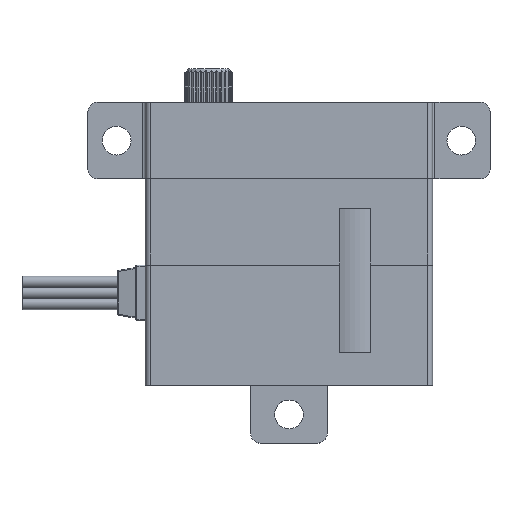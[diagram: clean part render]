
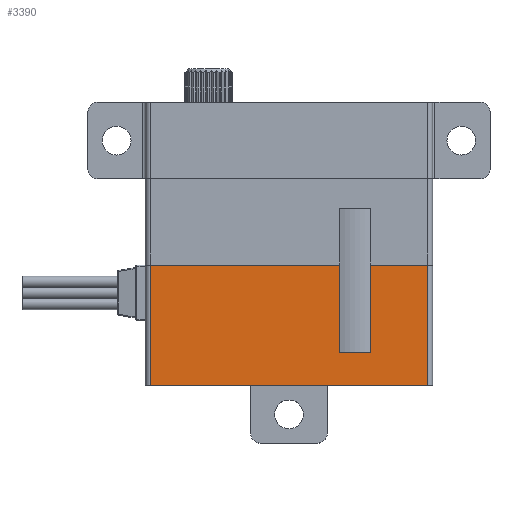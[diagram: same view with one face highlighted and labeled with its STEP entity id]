
A CAD part, top view. The second image highlights one B-rep face of the part: STEP entity #3390.
In plain terms, the highlighted planar face has unit normal (0, 0, 1).
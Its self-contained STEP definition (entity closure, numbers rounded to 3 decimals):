
#2680=CARTESIAN_POINT('',(-11.75,-8.3,5.));
#2690=DIRECTION('',(0.,0.,1.));
#2700=DIRECTION('',(1.,0.,0.));
#2710=AXIS2_PLACEMENT_3D('',#2680,#2690,#2700);
#2720=PLANE('',#2710);
#2730=CARTESIAN_POINT('',(0.,-21.3,5.));
#2740=DIRECTION('',(-1.,0.,-0.));
#2750=VECTOR('',#2740,1.);
#2760=LINE('',#2730,#2750);
#2770=CARTESIAN_POINT('',(11.26,-21.3,5.));
#2780=VERTEX_POINT('',#2770);
#2790=CARTESIAN_POINT('',(-17.74,-21.3,5.));
#2800=VERTEX_POINT('',#2790);
#2810=EDGE_CURVE('',#2780,#2800,#2760,.T.);
#2820=ORIENTED_EDGE('',*,*,#2810,.F.);
#2830=CARTESIAN_POINT('',(-17.74,0.,5.));
#2840=DIRECTION('',(0.,-1.,0.));
#2850=VECTOR('',#2840,1.);
#2860=LINE('',#2830,#2850);
#2870=CARTESIAN_POINT('',(-17.74,-8.7,5.));
#2880=VERTEX_POINT('',#2870);
#2890=EDGE_CURVE('',#2880,#2800,#2860,.T.);
#2900=ORIENTED_EDGE('',*,*,#2890,.T.);
#2910=CARTESIAN_POINT('',(0.,-8.7,5.));
#2920=DIRECTION('',(-1.,0.,0.));
#2930=VECTOR('',#2920,1.);
#2940=LINE('',#2910,#2930);
#2950=CARTESIAN_POINT('',(2.06,-8.7,5.));
#2960=VERTEX_POINT('',#2950);
#2970=EDGE_CURVE('',#2960,#2880,#2940,.T.);
#2980=ORIENTED_EDGE('',*,*,#2970,.T.);
#2990=CARTESIAN_POINT('',(2.06,0.,5.));
#3000=DIRECTION('',(-0.,-1.,0.));
#3010=VECTOR('',#3000,1.);
#3020=LINE('',#2990,#3010);
#3030=CARTESIAN_POINT('',(2.06,-17.8,5.));
#3040=VERTEX_POINT('',#3030);
#3050=EDGE_CURVE('',#2960,#3040,#3020,.T.);
#3060=ORIENTED_EDGE('',*,*,#3050,.F.);
#3070=CARTESIAN_POINT('',(0.,-17.8,5.));
#3080=DIRECTION('',(1.,0.,0.));
#3090=VECTOR('',#3080,1.);
#3100=LINE('',#3070,#3090);
#3110=CARTESIAN_POINT('',(3.66,-17.8,5.));
#3120=VERTEX_POINT('',#3110);
#3130=EDGE_CURVE('',#3040,#3120,#3100,.T.);
#3140=ORIENTED_EDGE('',*,*,#3130,.F.);
#3150=CARTESIAN_POINT('',(5.26,-17.8,5.));
#3160=VERTEX_POINT('',#3150);
#3170=EDGE_CURVE('',#3120,#3160,#3100,.T.);
#3180=ORIENTED_EDGE('',*,*,#3170,.F.);
#3190=CARTESIAN_POINT('',(5.26,0.,5.));
#3200=DIRECTION('',(-0.,1.,0.));
#3210=VECTOR('',#3200,1.);
#3220=LINE('',#3190,#3210);
#3230=CARTESIAN_POINT('',(5.26,-8.7,5.));
#3240=VERTEX_POINT('',#3230);
#3250=EDGE_CURVE('',#3160,#3240,#3220,.T.);
#3260=ORIENTED_EDGE('',*,*,#3250,.F.);
#3270=CARTESIAN_POINT('',(11.26,-8.7,5.));
#3280=VERTEX_POINT('',#3270);
#3290=EDGE_CURVE('',#3280,#3240,#2940,.T.);
#3300=ORIENTED_EDGE('',*,*,#3290,.T.);
#3310=CARTESIAN_POINT('',(11.26,0.,5.));
#3320=DIRECTION('',(-0.,-1.,0.));
#3330=VECTOR('',#3320,1.);
#3340=LINE('',#3310,#3330);
#3350=EDGE_CURVE('',#3280,#2780,#3340,.T.);
#3360=ORIENTED_EDGE('',*,*,#3350,.F.);
#3370=EDGE_LOOP('',(#3360,#3300,#3260,#3180,#3140,#3060,#2980,#2900,
#2820));
#3380=FACE_OUTER_BOUND('',#3370,.T.);
#3390=ADVANCED_FACE('',(#3380),#2720,.T.);
